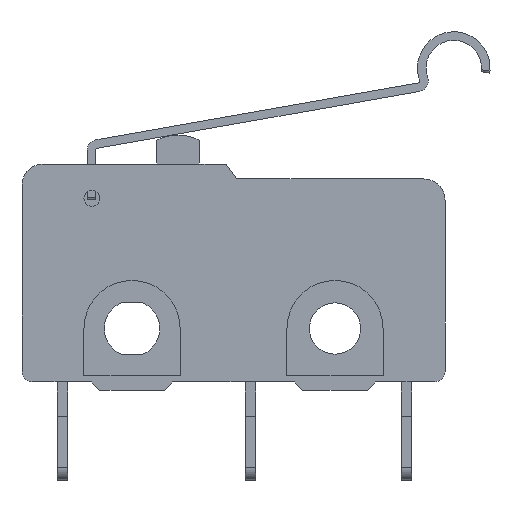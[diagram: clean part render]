
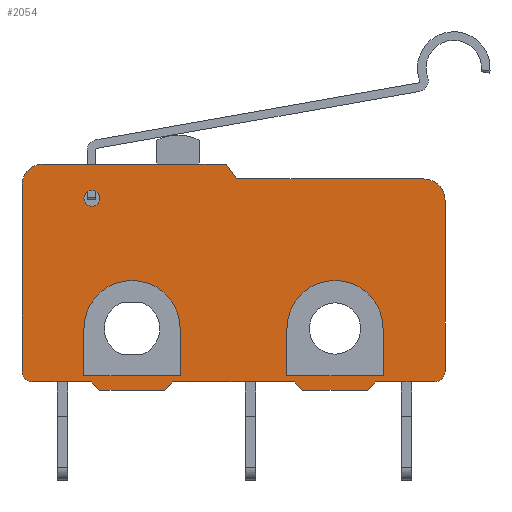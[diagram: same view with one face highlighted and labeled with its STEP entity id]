
A CAD part, front view. The second image highlights one B-rep face of the part: STEP entity #2054.
In plain terms, the highlighted planar face has unit normal (0, -1, 0).
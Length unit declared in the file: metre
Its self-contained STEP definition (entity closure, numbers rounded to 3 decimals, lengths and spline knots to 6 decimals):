
#90=LINE('',#3006,#322);
#123=LINE('',#3095,#355);
#126=LINE('',#3101,#358);
#128=LINE('',#3105,#360);
#132=LINE('',#3116,#364);
#136=LINE('',#3124,#368);
#139=LINE('',#3130,#371);
#142=LINE('',#3136,#374);
#145=LINE('',#3142,#377);
#146=LINE('',#3144,#378);
#150=LINE('',#3153,#382);
#155=LINE('',#3163,#387);
#158=LINE('',#3170,#390);
#160=LINE('',#3174,#392);
#166=LINE('',#3187,#398);
#169=LINE('',#3193,#401);
#171=LINE('',#3196,#403);
#172=LINE('',#3200,#404);
#173=LINE('',#3205,#405);
#174=LINE('',#3207,#406);
#322=VECTOR('',#2409,1.);
#355=VECTOR('',#2486,1.);
#358=VECTOR('',#2491,1.);
#360=VECTOR('',#2495,1.);
#364=VECTOR('',#2505,1.);
#368=VECTOR('',#2511,1.);
#371=VECTOR('',#2516,1.);
#374=VECTOR('',#2521,1.);
#377=VECTOR('',#2526,1.);
#378=VECTOR('',#2529,1.);
#382=VECTOR('',#2535,1.);
#387=VECTOR('',#2542,1.);
#390=VECTOR('',#2547,1.);
#392=VECTOR('',#2551,1.);
#398=VECTOR('',#2559,1.);
#401=VECTOR('',#2564,1.);
#403=VECTOR('',#2568,1.);
#404=VECTOR('',#2573,1.);
#405=VECTOR('',#2576,1.);
#406=VECTOR('',#2577,1.);
#692=ORIENTED_EDGE('',*,*,#1240,.T.);
#693=ORIENTED_EDGE('',*,*,#1190,.F.);
#694=ORIENTED_EDGE('',*,*,#1197,.F.);
#695=ORIENTED_EDGE('',*,*,#1195,.F.);
#696=ORIENTED_EDGE('',*,*,#1193,.F.);
#697=ORIENTED_EDGE('',*,*,#1241,.F.);
#698=ORIENTED_EDGE('',*,*,#1242,.F.);
#699=ORIENTED_EDGE('',*,*,#1243,.F.);
#700=ORIENTED_EDGE('',*,*,#1244,.F.);
#701=ORIENTED_EDGE('',*,*,#1213,.F.);
#702=ORIENTED_EDGE('',*,*,#1245,.T.);
#703=ORIENTED_EDGE('',*,*,#1214,.F.);
#704=ORIENTED_EDGE('',*,*,#1246,.T.);
#705=ORIENTED_EDGE('',*,*,#1218,.F.);
#706=ORIENTED_EDGE('',*,*,#1223,.F.);
#707=ORIENTED_EDGE('',*,*,#1147,.F.);
#708=ORIENTED_EDGE('',*,*,#1247,.T.);
#709=ORIENTED_EDGE('',*,*,#1226,.F.);
#710=ORIENTED_EDGE('',*,*,#1248,.T.);
#711=ORIENTED_EDGE('',*,*,#1228,.F.);
#712=ORIENTED_EDGE('',*,*,#1234,.F.);
#713=ORIENTED_EDGE('',*,*,#1237,.F.);
#714=ORIENTED_EDGE('',*,*,#1239,.F.);
#715=ORIENTED_EDGE('',*,*,#1200,.F.);
#716=ORIENTED_EDGE('',*,*,#1204,.F.);
#717=ORIENTED_EDGE('',*,*,#1207,.F.);
#718=ORIENTED_EDGE('',*,*,#1210,.F.);
#1147=EDGE_CURVE('',#1438,#1439,#90,.T.);
#1190=EDGE_CURVE('',#1473,#1474,#123,.T.);
#1193=EDGE_CURVE('',#1474,#1475,#126,.T.);
#1195=EDGE_CURVE('',#1475,#1476,#128,.T.);
#1197=EDGE_CURVE('',#1476,#1473,#1634,.T.);
#1200=EDGE_CURVE('',#1479,#1480,#132,.T.);
#1204=EDGE_CURVE('',#1482,#1479,#136,.T.);
#1207=EDGE_CURVE('',#1484,#1482,#139,.T.);
#1210=EDGE_CURVE('',#1486,#1484,#142,.T.);
#1213=EDGE_CURVE('',#1488,#1486,#145,.T.);
#1214=EDGE_CURVE('',#1489,#1490,#146,.T.);
#1218=EDGE_CURVE('',#1493,#1494,#150,.T.);
#1223=EDGE_CURVE('',#1439,#1493,#155,.T.);
#1226=EDGE_CURVE('',#1499,#1500,#158,.T.);
#1228=EDGE_CURVE('',#1501,#1502,#160,.T.);
#1234=EDGE_CURVE('',#1506,#1501,#166,.T.);
#1237=EDGE_CURVE('',#1508,#1506,#169,.T.);
#1239=EDGE_CURVE('',#1480,#1508,#171,.T.);
#1240=EDGE_CURVE('',#1509,#1509,#1635,.F.);
#1241=EDGE_CURVE('',#1510,#1511,#172,.T.);
#1242=EDGE_CURVE('',#1512,#1510,#1636,.T.);
#1243=EDGE_CURVE('',#1513,#1512,#173,.T.);
#1244=EDGE_CURVE('',#1511,#1513,#174,.T.);
#1245=EDGE_CURVE('',#1488,#1490,#1637,.T.);
#1246=EDGE_CURVE('',#1489,#1494,#1638,.T.);
#1247=EDGE_CURVE('',#1438,#1500,#1639,.T.);
#1248=EDGE_CURVE('',#1499,#1502,#1640,.T.);
#1438=VERTEX_POINT('',#3005);
#1439=VERTEX_POINT('',#3007);
#1473=VERTEX_POINT('',#3096);
#1474=VERTEX_POINT('',#3097);
#1475=VERTEX_POINT('',#3102);
#1476=VERTEX_POINT('',#3106);
#1479=VERTEX_POINT('',#3115);
#1480=VERTEX_POINT('',#3117);
#1482=VERTEX_POINT('',#3123);
#1484=VERTEX_POINT('',#3129);
#1486=VERTEX_POINT('',#3135);
#1488=VERTEX_POINT('',#3141);
#1489=VERTEX_POINT('',#3145);
#1490=VERTEX_POINT('',#3146);
#1493=VERTEX_POINT('',#3154);
#1494=VERTEX_POINT('',#3155);
#1499=VERTEX_POINT('',#3169);
#1500=VERTEX_POINT('',#3171);
#1501=VERTEX_POINT('',#3175);
#1502=VERTEX_POINT('',#3176);
#1506=VERTEX_POINT('',#3186);
#1508=VERTEX_POINT('',#3192);
#1509=VERTEX_POINT('',#3199);
#1510=VERTEX_POINT('',#3201);
#1511=VERTEX_POINT('',#3202);
#1512=VERTEX_POINT('',#3204);
#1513=VERTEX_POINT('',#3206);
#1634=CIRCLE('',#2229,0.00225);
#1635=CIRCLE('',#2244,0.000375);
#1636=CIRCLE('',#2245,0.00225);
#1637=CIRCLE('',#2246,0.0005);
#1638=CIRCLE('',#2247,0.001);
#1639=CIRCLE('',#2248,0.001);
#1640=CIRCLE('',#2249,0.0005);
#1719=EDGE_LOOP('',(#692));
#1720=EDGE_LOOP('',(#693,#694,#695,#696));
#1721=EDGE_LOOP('',(#697,#698,#699,#700));
#1722=EDGE_LOOP('',(#701,#702,#703,#704,#705,#706,#707,#708,#709,#710,#711,
#712,#713,#714,#715,#716,#717,#718));
#1847=FACE_BOUND('',#1719,.T.);
#1848=FACE_BOUND('',#1720,.T.);
#1849=FACE_BOUND('',#1721,.T.);
#1850=FACE_BOUND('',#1722,.T.);
#1967=PLANE('',#2243);
#2054=ADVANCED_FACE('',(#1847,#1848,#1849,#1850),#1967,.T.);
#2229=AXIS2_PLACEMENT_3D('',#3109,#2499,#2500);
#2243=AXIS2_PLACEMENT_3D('',#3197,#2569,#2570);
#2244=AXIS2_PLACEMENT_3D('',#3198,#2571,#2572);
#2245=AXIS2_PLACEMENT_3D('',#3203,#2574,#2575);
#2246=AXIS2_PLACEMENT_3D('',#3208,#2578,#2579);
#2247=AXIS2_PLACEMENT_3D('',#3209,#2580,#2581);
#2248=AXIS2_PLACEMENT_3D('',#3210,#2582,#2583);
#2249=AXIS2_PLACEMENT_3D('',#3211,#2584,#2585);
#2409=DIRECTION('',(1.,0.,0.));
#2486=DIRECTION('',(0.,0.,-1.));
#2491=DIRECTION('',(1.,0.,0.));
#2495=DIRECTION('',(0.,0.,1.));
#2499=DIRECTION('',(0.,-1.,0.));
#2500=DIRECTION('',(0.,0.,-1.));
#2505=DIRECTION('',(-1.,0.,0.));
#2511=DIRECTION('',(-0.707,0.,0.707));
#2516=DIRECTION('',(-1.,0.,0.));
#2521=DIRECTION('',(-0.707,0.,-0.707));
#2526=DIRECTION('',(-1.,0.,0.));
#2529=DIRECTION('',(0.,0.,-1.));
#2535=DIRECTION('',(1.,0.,0.));
#2542=DIRECTION('',(0.58,0.,-0.815));
#2547=DIRECTION('',(0.,0.,1.));
#2551=DIRECTION('',(-1.,0.,0.));
#2559=DIRECTION('',(-0.704,0.,0.711));
#2564=DIRECTION('',(-1.,0.,0.));
#2568=DIRECTION('',(-0.707,0.,-0.707));
#2569=DIRECTION('',(0.,-1.,0.));
#2570=DIRECTION('',(1.,0.,0.));
#2571=DIRECTION('',(0.,-1.,0.));
#2572=DIRECTION('',(0.,0.,-1.));
#2573=DIRECTION('',(0.,0.,-1.));
#2574=DIRECTION('',(0.,-1.,0.));
#2575=DIRECTION('',(0.,0.,-1.));
#2576=DIRECTION('',(0.,0.,1.));
#2577=DIRECTION('',(1.,0.,0.));
#2578=DIRECTION('',(0.,-1.,0.));
#2579=DIRECTION('',(0.,0.,-1.));
#2580=DIRECTION('',(0.,-1.,0.));
#2581=DIRECTION('',(0.,0.,-1.));
#2582=DIRECTION('',(0.,-1.,0.));
#2583=DIRECTION('',(0.,0.,-1.));
#2584=DIRECTION('',(0.,-1.,0.));
#2585=DIRECTION('',(0.,0.,-1.));
#3005=CARTESIAN_POINT('',(-0.01175,-0.003,0.0106));
#3006=CARTESIAN_POINT('',(-0.007974,-0.003,0.0106));
#3007=CARTESIAN_POINT('',(-0.003198,-0.003,0.0106));
#3095=CARTESIAN_POINT('',(-0.00985,-0.003,0.0018));
#3096=CARTESIAN_POINT('',(-0.00985,-0.003,0.0029));
#3097=CARTESIAN_POINT('',(-0.00985,-0.003,0.0007));
#3101=CARTESIAN_POINT('',(-0.0076,-0.003,0.0007));
#3102=CARTESIAN_POINT('',(-0.00535,-0.003,0.0007));
#3105=CARTESIAN_POINT('',(-0.00535,-0.003,0.0018));
#3106=CARTESIAN_POINT('',(-0.00535,-0.003,0.0029));
#3109=CARTESIAN_POINT('',(-0.0076,-0.003,0.0029));
#3115=CARTESIAN_POINT('',(0.,-0.003,0.0004));
#3116=CARTESIAN_POINT('',(-0.00285,-0.003,0.0004));
#3117=CARTESIAN_POINT('',(-0.0057,-0.003,0.0004));
#3123=CARTESIAN_POINT('',(0.0004,-0.003,0.));
#3124=CARTESIAN_POINT('',(0.0002,-0.003,0.0002));
#3129=CARTESIAN_POINT('',(0.0034,-0.003,0.));
#3130=CARTESIAN_POINT('',(0.0019,-0.003,0.));
#3135=CARTESIAN_POINT('',(0.0038,-0.003,0.0004));
#3136=CARTESIAN_POINT('',(0.0036,-0.003,0.0002));
#3141=CARTESIAN_POINT('',(0.00655,-0.003,0.0004));
#3142=CARTESIAN_POINT('',(0.005425,-0.003,0.0004));
#3144=CARTESIAN_POINT('',(0.00705,-0.003,0.00515));
#3145=CARTESIAN_POINT('',(0.00705,-0.003,0.0089));
#3146=CARTESIAN_POINT('',(0.00705,-0.003,0.0009));
#3153=CARTESIAN_POINT('',(0.002175,-0.003,0.0099));
#3154=CARTESIAN_POINT('',(-0.0027,-0.003,0.0099));
#3155=CARTESIAN_POINT('',(0.00605,-0.003,0.0099));
#3163=CARTESIAN_POINT('',(-0.002949,-0.003,0.01025));
#3169=CARTESIAN_POINT('',(-0.01275,-0.003,0.0009));
#3170=CARTESIAN_POINT('',(-0.01275,-0.003,0.0055));
#3171=CARTESIAN_POINT('',(-0.01275,-0.003,0.0096));
#3174=CARTESIAN_POINT('',(-0.011123,-0.003,0.0004));
#3175=CARTESIAN_POINT('',(-0.009496,-0.003,0.0004));
#3176=CARTESIAN_POINT('',(-0.01225,-0.003,0.0004));
#3186=CARTESIAN_POINT('',(-0.0091,-0.003,0.));
#3187=CARTESIAN_POINT('',(-0.009298,-0.003,0.0002));
#3192=CARTESIAN_POINT('',(-0.0061,-0.003,0.));
#3193=CARTESIAN_POINT('',(-0.0076,-0.003,0.));
#3196=CARTESIAN_POINT('',(-0.0059,-0.003,0.0002));
#3197=CARTESIAN_POINT('',(-0.00285,-0.003,0.0053));
#3198=CARTESIAN_POINT('',(-0.009475,-0.003,0.009));
#3199=CARTESIAN_POINT('',(-0.009475,-0.003,0.008625));
#3200=CARTESIAN_POINT('',(-0.00035,-0.003,0.0018));
#3201=CARTESIAN_POINT('',(-0.00035,-0.003,0.0029));
#3202=CARTESIAN_POINT('',(-0.00035,-0.003,0.0007));
#3203=CARTESIAN_POINT('',(0.0019,-0.003,0.0029));
#3204=CARTESIAN_POINT('',(0.00415,-0.003,0.0029));
#3205=CARTESIAN_POINT('',(0.00415,-0.003,0.0018));
#3206=CARTESIAN_POINT('',(0.00415,-0.003,0.0007));
#3207=CARTESIAN_POINT('',(0.0019,-0.003,0.0007));
#3208=CARTESIAN_POINT('',(0.00655,-0.003,0.0009));
#3209=CARTESIAN_POINT('',(0.00605,-0.003,0.0089));
#3210=CARTESIAN_POINT('',(-0.01175,-0.003,0.0096));
#3211=CARTESIAN_POINT('',(-0.01225,-0.003,0.0009));
